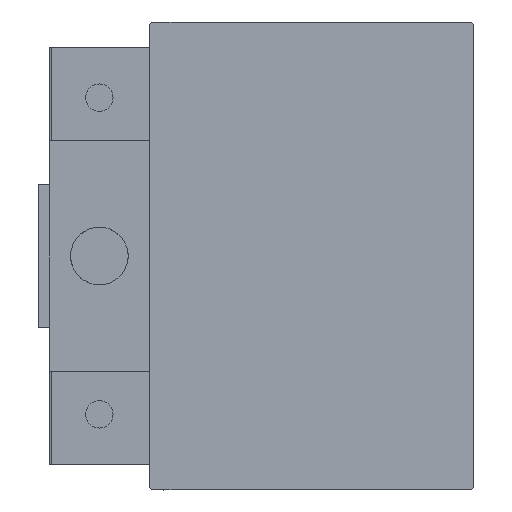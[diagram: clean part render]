
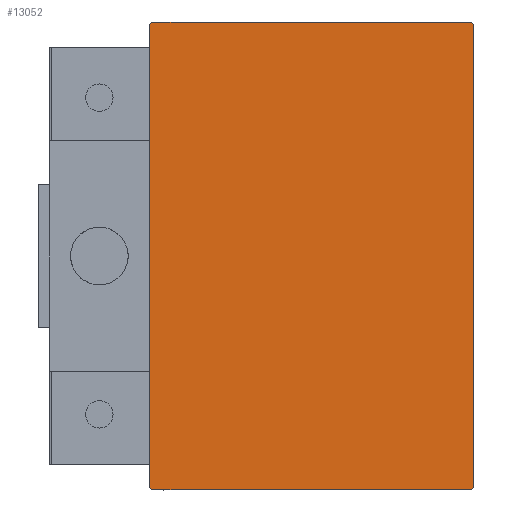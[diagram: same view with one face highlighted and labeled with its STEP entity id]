
A CAD part, left-side view. The second image highlights one B-rep face of the part: STEP entity #13052.
In plain terms, the highlighted face is planar.
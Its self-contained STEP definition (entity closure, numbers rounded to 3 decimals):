
#1244 = CARTESIAN_POINT ( 'NONE',  ( 100., -22.2, -32.5 ) ) ;
#1442 = VECTOR ( 'NONE', #36810, 1000. ) ;
#2204 = LINE ( 'NONE', #37289, #37432 ) ;
#2653 = CARTESIAN_POINT ( 'NONE',  ( 100., 22.5, 32.2 ) ) ;
#2739 = DIRECTION ( 'NONE',  ( 0., 0.707, -0.707 ) ) ;
#3767 = VERTEX_POINT ( 'NONE', #16166 ) ;
#4048 = CARTESIAN_POINT ( 'NONE',  ( 100., -22.5, 32.5 ) ) ;
#4582 = LINE ( 'NONE', #39908, #12998 ) ;
#4610 = ORIENTED_EDGE ( 'NONE', *, *, #9499, .T. ) ;
#4694 = DIRECTION ( 'NONE',  ( 0., 0., -1. ) ) ;
#5755 = LINE ( 'NONE', #25296, #26348 ) ;
#5857 = VERTEX_POINT ( 'NONE', #1244 ) ;
#6863 = ORIENTED_EDGE ( 'NONE', *, *, #26693, .T. ) ;
#7026 = EDGE_CURVE ( 'NONE', #23995, #3767, #5755, .T. ) ;
#7587 = DIRECTION ( 'NONE',  ( 0., 0., -1. ) ) ;
#9350 = CARTESIAN_POINT ( 'NONE',  ( 100., -27.35, -27.35 ) ) ;
#9499 = EDGE_CURVE ( 'NONE', #15989, #5857, #28927, .T. ) ;
#10891 = LINE ( 'NONE', #4048, #23984 ) ;
#10942 = LINE ( 'NONE', #41471, #35133 ) ;
#11263 = EDGE_CURVE ( 'NONE', #17406, #23995, #29776, .T. ) ;
#12967 = ORIENTED_EDGE ( 'NONE', *, *, #29854, .T. ) ;
#12998 = VECTOR ( 'NONE', #24372, 1000. ) ;
#13052 = ADVANCED_FACE ( 'NONE', ( #43090 ), #35949, .T. ) ;
#13440 = AXIS2_PLACEMENT_3D ( 'NONE', #47653, #17108, #4694 ) ;
#15430 = EDGE_LOOP ( 'NONE', ( #32484, #17172, #26338, #29476, #6863, #12967, #33365, #4610 ) ) ;
#15989 = VERTEX_POINT ( 'NONE', #41855 ) ;
#16166 = CARTESIAN_POINT ( 'NONE',  ( 100., 22.2, 32.5 ) ) ;
#17108 = DIRECTION ( 'NONE',  ( 1., 0., 0. ) ) ;
#17172 = ORIENTED_EDGE ( 'NONE', *, *, #43197, .T. ) ;
#17406 = VERTEX_POINT ( 'NONE', #19703 ) ;
#17675 = VERTEX_POINT ( 'NONE', #24204 ) ;
#17826 = CARTESIAN_POINT ( 'NONE',  ( 100., 22.5, -32.5 ) ) ;
#17923 = DIRECTION ( 'NONE',  ( 0., -0.707, 0.707 ) ) ;
#19703 = CARTESIAN_POINT ( 'NONE',  ( 100., 22.5, -32.2 ) ) ;
#20000 = VECTOR ( 'NONE', #26207, 1000. ) ;
#20527 = CARTESIAN_POINT ( 'NONE',  ( 100., 27.35, -27.35 ) ) ;
#20618 = VERTEX_POINT ( 'NONE', #27318 ) ;
#20759 = VECTOR ( 'NONE', #2739, 1000. ) ;
#21277 = LINE ( 'NONE', #20527, #1442 ) ;
#23984 = VECTOR ( 'NONE', #7587, 1000. ) ;
#23995 = VERTEX_POINT ( 'NONE', #2653 ) ;
#24204 = CARTESIAN_POINT ( 'NONE',  ( 100., -22.5, 32.2 ) ) ;
#24372 = DIRECTION ( 'NONE',  ( 0., -1., 0. ) ) ;
#25296 = CARTESIAN_POINT ( 'NONE',  ( 100., 27.35, 27.35 ) ) ;
#26207 = DIRECTION ( 'NONE',  ( 0., 0., 1. ) ) ;
#26338 = ORIENTED_EDGE ( 'NONE', *, *, #11263, .T. ) ;
#26348 = VECTOR ( 'NONE', #17923, 1000. ) ;
#26693 = EDGE_CURVE ( 'NONE', #3767, #48737, #4582, .T. ) ;
#27318 = CARTESIAN_POINT ( 'NONE',  ( 100., 22.2, -32.5 ) ) ;
#28141 = EDGE_CURVE ( 'NONE', #5857, #20618, #2204, .T. ) ;
#28391 = DIRECTION ( 'NONE',  ( 0., 1., 0. ) ) ;
#28927 = LINE ( 'NONE', #9350, #20759 ) ;
#29476 = ORIENTED_EDGE ( 'NONE', *, *, #7026, .T. ) ;
#29776 = LINE ( 'NONE', #17826, #20000 ) ;
#29854 = EDGE_CURVE ( 'NONE', #48737, #17675, #10942, .T. ) ;
#29857 = CARTESIAN_POINT ( 'NONE',  ( 100., -22.2, 32.5 ) ) ;
#32484 = ORIENTED_EDGE ( 'NONE', *, *, #28141, .T. ) ;
#33365 = ORIENTED_EDGE ( 'NONE', *, *, #38041, .T. ) ;
#35133 = VECTOR ( 'NONE', #49099, 1000. ) ;
#35949 = PLANE ( 'NONE',  #13440 ) ;
#36810 = DIRECTION ( 'NONE',  ( 0., 0.707, 0.707 ) ) ;
#37289 = CARTESIAN_POINT ( 'NONE',  ( 100., -22.5, -32.5 ) ) ;
#37432 = VECTOR ( 'NONE', #28391, 1000. ) ;
#38041 = EDGE_CURVE ( 'NONE', #17675, #15989, #10891, .T. ) ;
#39908 = CARTESIAN_POINT ( 'NONE',  ( 100., 22.5, 32.5 ) ) ;
#41471 = CARTESIAN_POINT ( 'NONE',  ( 100., -27.35, 27.35 ) ) ;
#41855 = CARTESIAN_POINT ( 'NONE',  ( 100., -22.5, -32.2 ) ) ;
#43090 = FACE_OUTER_BOUND ( 'NONE', #15430, .T. ) ;
#43197 = EDGE_CURVE ( 'NONE', #20618, #17406, #21277, .T. ) ;
#47653 = CARTESIAN_POINT ( 'NONE',  ( 100., 0., 0. ) ) ;
#48737 = VERTEX_POINT ( 'NONE', #29857 ) ;
#49099 = DIRECTION ( 'NONE',  ( 0., -0.707, -0.707 ) ) ;
